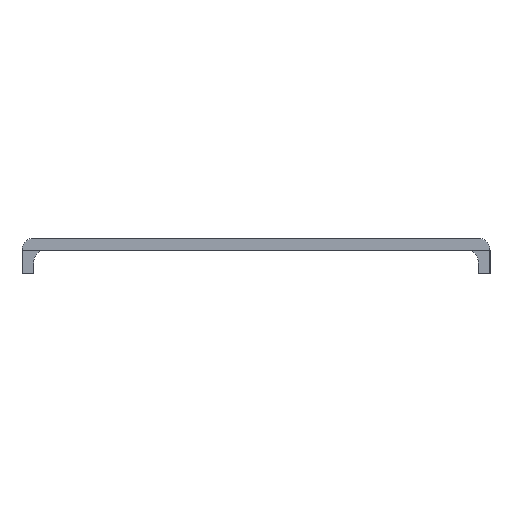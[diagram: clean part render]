
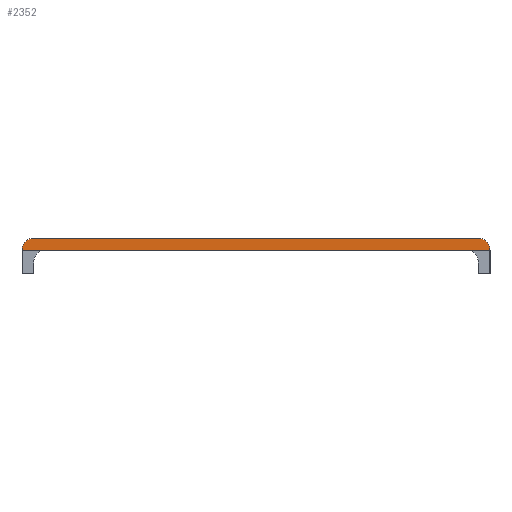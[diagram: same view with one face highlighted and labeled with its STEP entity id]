
A CAD part, left-side view. The second image highlights one B-rep face of the part: STEP entity #2352.
In plain terms, the highlighted planar face has unit normal (-1, 0, 0).
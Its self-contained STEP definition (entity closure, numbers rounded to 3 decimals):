
#256=PLANE('',#2461);
#381=FACE_OUTER_BOUND('',#519,.T.);
#519=EDGE_LOOP('',(#2191,#2192,#2193,#2194));
#724=LINE('',#4206,#939);
#741=LINE('',#4257,#956);
#939=VECTOR('',#2793,10.);
#956=VECTOR('',#2846,10.);
#963=CIRCLE('',#2389,2.);
#964=CIRCLE('',#2392,2.);
#988=VERTEX_POINT('',#2889);
#989=VERTEX_POINT('',#2891);
#994=VERTEX_POINT('',#2905);
#995=VERTEX_POINT('',#2906);
#1216=EDGE_CURVE('',#988,#989,#963,.T.);
#1223=EDGE_CURVE('',#994,#995,#964,.T.);
#1514=EDGE_CURVE('',#995,#988,#724,.T.);
#1539=EDGE_CURVE('',#994,#989,#741,.T.);
#2191=ORIENTED_EDGE('',*,*,#1216,.F.);
#2192=ORIENTED_EDGE('',*,*,#1514,.F.);
#2193=ORIENTED_EDGE('',*,*,#1223,.F.);
#2194=ORIENTED_EDGE('',*,*,#1539,.T.);
#2352=ADVANCED_FACE('',(#381),#256,.T.);
#2389=AXIS2_PLACEMENT_3D('',#2892,#2498,#2499);
#2392=AXIS2_PLACEMENT_3D('',#2907,#2510,#2511);
#2461=AXIS2_PLACEMENT_3D('',#4256,#2844,#2845);
#2498=DIRECTION('center_axis',(1.,0.,0.));
#2499=DIRECTION('ref_axis',(0.,-0.707,0.707));
#2510=DIRECTION('center_axis',(1.,0.,0.));
#2511=DIRECTION('ref_axis',(0.,0.707,0.707));
#2793=DIRECTION('',(0.,-1.,0.));
#2844=DIRECTION('center_axis',(-1.,0.,0.));
#2845=DIRECTION('ref_axis',(0.,-1.,0.));
#2846=DIRECTION('',(0.,-1.,0.));
#2889=CARTESIAN_POINT('',(-418.716,-37.2,2.));
#2891=CARTESIAN_POINT('',(-418.716,-39.2,0.));
#2892=CARTESIAN_POINT('Origin',(-418.716,-37.2,0.));
#2905=CARTESIAN_POINT('',(-418.716,39.7,0.));
#2906=CARTESIAN_POINT('',(-418.716,37.7,2.));
#2907=CARTESIAN_POINT('Origin',(-418.716,37.7,0.));
#4206=CARTESIAN_POINT('',(-418.716,41.6,2.));
#4256=CARTESIAN_POINT('Origin',(-418.716,39.7,0.));
#4257=CARTESIAN_POINT('',(-418.716,41.6,0.));
